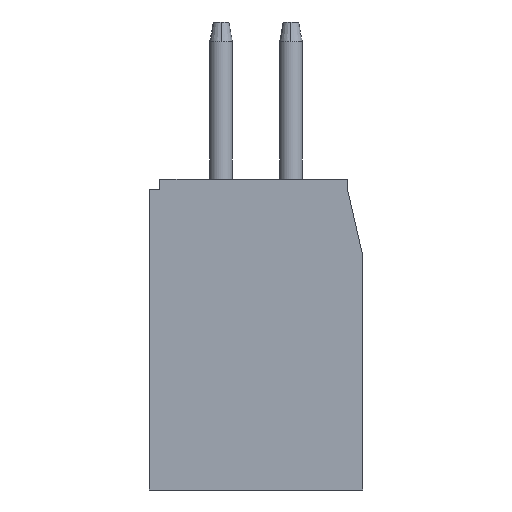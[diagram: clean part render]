
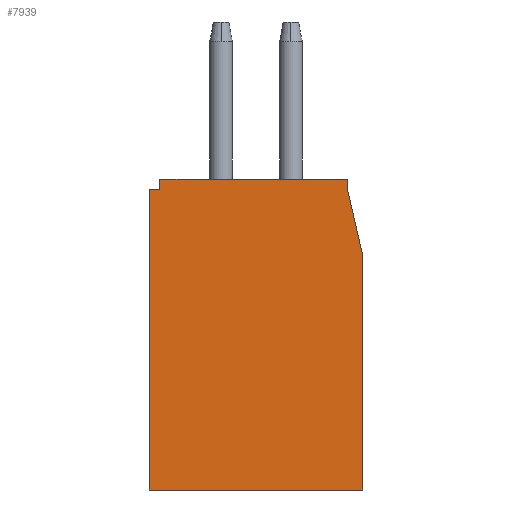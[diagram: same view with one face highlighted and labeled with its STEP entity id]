
A CAD part, left-side view. The second image highlights one B-rep face of the part: STEP entity #7939.
In plain terms, the highlighted planar face has unit normal (-1, 0, 0).
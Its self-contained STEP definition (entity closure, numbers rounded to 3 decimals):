
#25 = LINE ( 'NONE', #2585, #3163 ) ;
#971 = ORIENTED_EDGE ( 'NONE', *, *, #2621, .F. ) ;
#1060 = DIRECTION ( 'NONE',  ( 1., 0., 0. ) ) ;
#1145 = AXIS2_PLACEMENT_3D ( 'NONE', #6028, #1060, #9430 ) ;
#1569 = CARTESIAN_POINT ( 'NONE',  ( -7.3, 3.05, 8.6 ) ) ;
#1836 = LINE ( 'NONE', #3601, #7536 ) ;
#2069 = CARTESIAN_POINT ( 'NONE',  ( -7.3, -3.05, 0. ) ) ;
#2095 = VERTEX_POINT ( 'NONE', #9894 ) ;
#2372 = CARTESIAN_POINT ( 'NONE',  ( -7.3, -3.05, 8.9 ) ) ;
#2433 = VERTEX_POINT ( 'NONE', #5265 ) ;
#2538 = EDGE_CURVE ( 'NONE', #2095, #7871, #4801, .T. ) ;
#2553 = VECTOR ( 'NONE', #4016, 1000. ) ;
#2585 = CARTESIAN_POINT ( 'NONE',  ( -7.3, -2.619, 8.6 ) ) ;
#2616 = FACE_OUTER_BOUND ( 'NONE', #8914, .T. ) ;
#2621 = EDGE_CURVE ( 'NONE', #8174, #7871, #5753, .T. ) ;
#2654 = ORIENTED_EDGE ( 'NONE', *, *, #10323, .T. ) ;
#2674 = EDGE_CURVE ( 'NONE', #7115, #6473, #6636, .T. ) ;
#2898 = VECTOR ( 'NONE', #9916, 1000. ) ;
#3163 = VECTOR ( 'NONE', #9395, 1000. ) ;
#3245 = ORIENTED_EDGE ( 'NONE', *, *, #2674, .T. ) ;
#3329 = CARTESIAN_POINT ( 'NONE',  ( -7.3, 2.75, 8.9 ) ) ;
#3601 = CARTESIAN_POINT ( 'NONE',  ( -7.3, -3.05, 6.729 ) ) ;
#3818 = VECTOR ( 'NONE', #6218, 1000. ) ;
#4016 = DIRECTION ( 'NONE',  ( 0., -1., 0. ) ) ;
#4248 = DIRECTION ( 'NONE',  ( 0., 0., -1. ) ) ;
#4291 = CARTESIAN_POINT ( 'NONE',  ( -7.3, 3.05, 8.9 ) ) ;
#4801 = LINE ( 'NONE', #2069, #2553 ) ;
#4957 = CARTESIAN_POINT ( 'NONE',  ( -7.3, -3.05, 6.729 ) ) ;
#5063 = VERTEX_POINT ( 'NONE', #10730 ) ;
#5070 = LINE ( 'NONE', #4291, #6210 ) ;
#5265 = CARTESIAN_POINT ( 'NONE',  ( -7.3, -2.619, 8.6 ) ) ;
#5306 = PLANE ( 'NONE',  #1145 ) ;
#5371 = CARTESIAN_POINT ( 'NONE',  ( -7.3, 2.75, 8.6 ) ) ;
#5753 = LINE ( 'NONE', #8491, #10395 ) ;
#5975 = DIRECTION ( 'NONE',  ( 0., 0., -1. ) ) ;
#6028 = CARTESIAN_POINT ( 'NONE',  ( -7.3, -3.05, 8.9 ) ) ;
#6072 = DIRECTION ( 'NONE',  ( 0., 0., -1. ) ) ;
#6154 = EDGE_CURVE ( 'NONE', #2433, #8174, #1836, .T. ) ;
#6210 = VECTOR ( 'NONE', #6072, 1000. ) ;
#6218 = DIRECTION ( 'NONE',  ( 0., 1., 0. ) ) ;
#6473 = VERTEX_POINT ( 'NONE', #5371 ) ;
#6612 = VERTEX_POINT ( 'NONE', #1569 ) ;
#6636 = LINE ( 'NONE', #6755, #9323 ) ;
#6735 = LINE ( 'NONE', #2372, #2898 ) ;
#6755 = CARTESIAN_POINT ( 'NONE',  ( -7.3, 2.75, 8.9 ) ) ;
#6910 = EDGE_CURVE ( 'NONE', #7115, #5063, #6735, .T. ) ;
#7042 = ORIENTED_EDGE ( 'NONE', *, *, #7602, .T. ) ;
#7115 = VERTEX_POINT ( 'NONE', #3329 ) ;
#7219 = ORIENTED_EDGE ( 'NONE', *, *, #8354, .T. ) ;
#7536 = VECTOR ( 'NONE', #8636, 1000. ) ;
#7602 = EDGE_CURVE ( 'NONE', #6473, #6612, #10518, .T. ) ;
#7871 = VERTEX_POINT ( 'NONE', #8547 ) ;
#7939 = ADVANCED_FACE ( 'NONE', ( #2616 ), #5306, .F. ) ;
#8019 = ORIENTED_EDGE ( 'NONE', *, *, #6154, .F. ) ;
#8174 = VERTEX_POINT ( 'NONE', #4957 ) ;
#8354 = EDGE_CURVE ( 'NONE', #6612, #2095, #5070, .T. ) ;
#8491 = CARTESIAN_POINT ( 'NONE',  ( -7.3, -3.05, 8.9 ) ) ;
#8547 = CARTESIAN_POINT ( 'NONE',  ( -7.3, -3.05, 0. ) ) ;
#8636 = DIRECTION ( 'NONE',  ( 0., -0.224, -0.974 ) ) ;
#8730 = CARTESIAN_POINT ( 'NONE',  ( -7.3, -3.05, 8.6 ) ) ;
#8914 = EDGE_LOOP ( 'NONE', ( #3245, #7042, #7219, #10589, #971, #8019, #2654, #11038 ) ) ;
#9323 = VECTOR ( 'NONE', #4248, 1000. ) ;
#9395 = DIRECTION ( 'NONE',  ( 0., 0., 1. ) ) ;
#9430 = DIRECTION ( 'NONE',  ( 0., 0., -1. ) ) ;
#9894 = CARTESIAN_POINT ( 'NONE',  ( -7.3, 3.05, 0. ) ) ;
#9916 = DIRECTION ( 'NONE',  ( 0., -1., 0. ) ) ;
#10323 = EDGE_CURVE ( 'NONE', #2433, #5063, #25, .T. ) ;
#10395 = VECTOR ( 'NONE', #5975, 1000. ) ;
#10518 = LINE ( 'NONE', #8730, #3818 ) ;
#10589 = ORIENTED_EDGE ( 'NONE', *, *, #2538, .T. ) ;
#10730 = CARTESIAN_POINT ( 'NONE',  ( -7.3, -2.619, 8.9 ) ) ;
#11038 = ORIENTED_EDGE ( 'NONE', *, *, #6910, .F. ) ;
